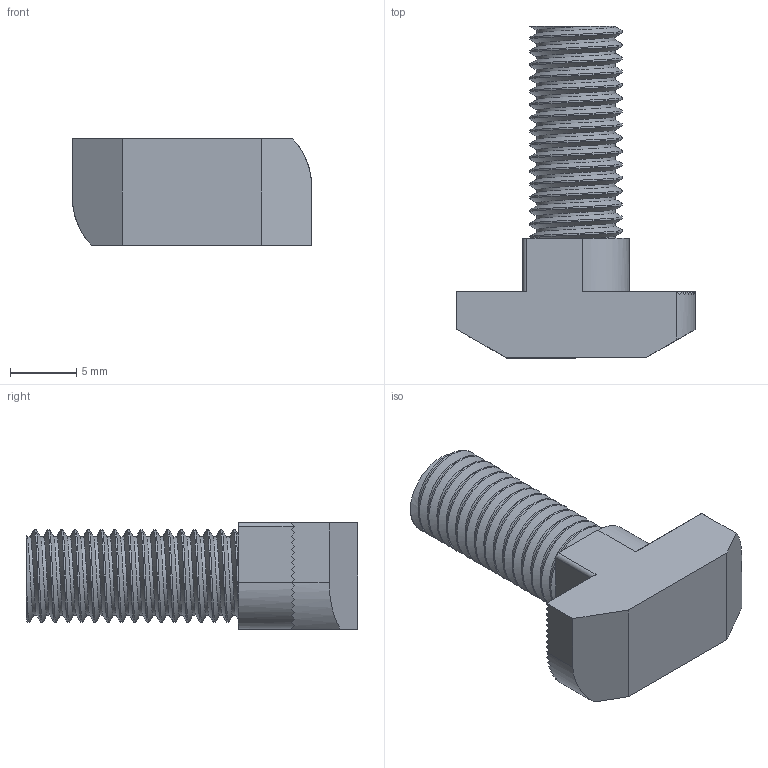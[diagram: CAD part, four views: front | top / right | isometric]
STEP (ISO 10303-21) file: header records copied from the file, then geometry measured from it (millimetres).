
FILE_DESCRIPTION (( 'STEP AP203' ), '1' );
FILE_NAME ('084.301.056.STEP', '2018-03-15T16:05:10', ( '' ), ( '' ), 'SwSTEP 2.0', 'SolidWorks 2016', '' );
FILE_SCHEMA (( 'CONFIG_CONTROL_DESIGN' ));
Length unit declared in the file: millimetre
Products named in the file (1): 084.301.056
Bounding box: 18 x 25 x 8 mm (x, y, z)
Volume: 1383.2 mm3; surface area: 1184.1 mm2
Topology: 1 solids, 1 shells, 151 faces, 436 edges, 288 vertices
Faces by surface type: plane 108, cylinder 39, bspline 4
Entity records: 8020 total; most frequent: CARTESIAN_POINT 4350, ORIENTED_EDGE 872, DIRECTION 634, EDGE_CURVE 436, VERTEX_POINT 288, VECTOR 268, LINE 268, AXIS2_PLACEMENT_3D 183
